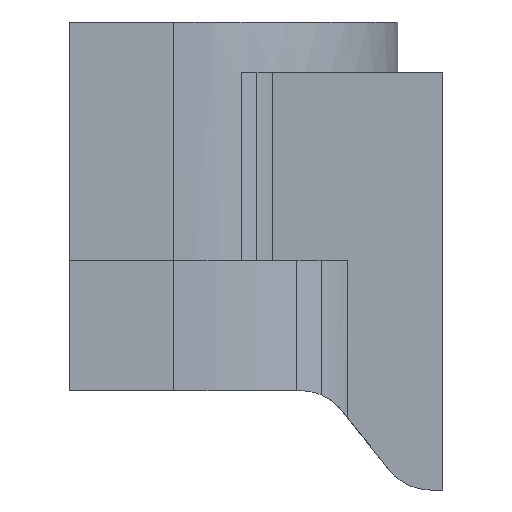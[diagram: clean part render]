
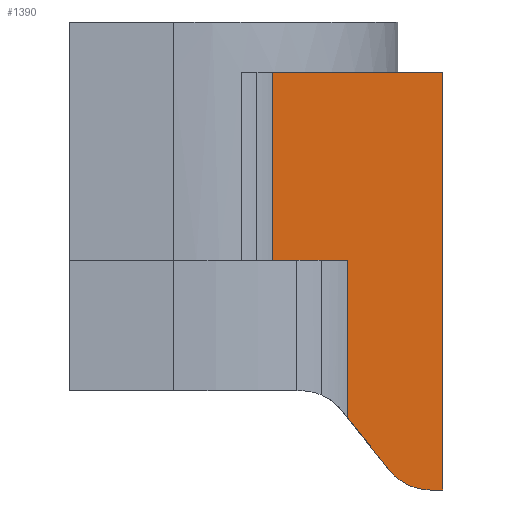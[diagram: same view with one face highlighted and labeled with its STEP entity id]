
A CAD part, front view. The second image highlights one B-rep face of the part: STEP entity #1390.
In plain terms, the highlighted planar face has unit normal (0, -1, 0).
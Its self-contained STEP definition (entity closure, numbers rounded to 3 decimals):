
#532 = EDGE_CURVE( '', #730, #894, #1512, .T. );
#596 = VERTEX_POINT( '', #1582 );
#648 = EDGE_CURVE( '', #754, #712, #1643, .T. );
#662 = VERTEX_POINT( '', #1658 );
#712 = VERTEX_POINT( '', #1712 );
#726 = EDGE_CURVE( '', #1126, #754, #1726, .T. );
#730 = VERTEX_POINT( '', #1730 );
#754 = VERTEX_POINT( '', #1756 );
#782 = EDGE_CURVE( '', #596, #1126, #1786, .T. );
#894 = VERTEX_POINT( '', #1905 );
#1022 = VERTEX_POINT( '', #2042 );
#1126 = VERTEX_POINT( '', #2154 );
#1142 = EDGE_CURVE( '', #894, #596, #2170, .T. );
#1306 = EDGE_CURVE( '', #730, #1022, #2351, .T. );
#1370 = EDGE_CURVE( '', #712, #662, #2421, .T. );
#1390 = ADVANCED_FACE( '', ( #2442 ), #2443, .F. );
#1432 = EDGE_CURVE( '', #662, #1022, #2487, .T. );
#1512 = LINE( '', #2599, #2600 );
#1582 = CARTESIAN_POINT( '', ( 112.9, -55.265, 13.7 ) );
#1643 = CIRCLE( '', #2877, 2.5 );
#1658 = CARTESIAN_POINT( '', ( 108.321, -55.265, -2.83 ) );
#1712 = CARTESIAN_POINT( '', ( 110.346, -55.265, -5.362 ) );
#1726 = LINE( '', #3554, #3555 );
#1730 = CARTESIAN_POINT( '', ( 104.762, -55.265, 4.7 ) );
#1756 = CARTESIAN_POINT( '', ( 112.298, -55.265, -6.3 ) );
#1786 = LINE( '', #4016, #4017 );
#1905 = CARTESIAN_POINT( '', ( 104.762, -55.265, 13.7 ) );
#2042 = CARTESIAN_POINT( '', ( 108.321, -55.265, 4.7 ) );
#2154 = CARTESIAN_POINT( '', ( 112.9, -55.265, -6.3 ) );
#2170 = LINE( '', #5045, #5046 );
#2351 = LINE( '', #5369, #5370 );
#2421 = LINE( '', #5577, #5578 );
#2442 = FACE_OUTER_BOUND( '', #5603, .T. );
#2443 = PLANE( '', #5604 );
#2487 = LINE( '', #5660, #5661 );
#2599 = CARTESIAN_POINT( '', ( 104.762, -55.265, 13.7 ) );
#2600 = VECTOR( '', #5775, 1. );
#2877 = AXIS2_PLACEMENT_3D( '', #5917, #5918, #5919 );
#3554 = CARTESIAN_POINT( '', ( 118.694, -55.265, -6.3 ) );
#3555 = VECTOR( '', #5993, 1. );
#4016 = CARTESIAN_POINT( '', ( 112.9, -55.265, 14.85 ) );
#4017 = VECTOR( '', #6051, 1. );
#5045 = CARTESIAN_POINT( '', ( 112.545, -55.265, 13.7 ) );
#5046 = VECTOR( '', #6425, 1. );
#5369 = CARTESIAN_POINT( '', ( 116.375, -55.265, 4.7 ) );
#5370 = VECTOR( '', #6638, 1. );
#5577 = CARTESIAN_POINT( '', ( 101.619, -55.265, 5.547 ) );
#5578 = VECTOR( '', #6741, 1. );
#5603 = EDGE_LOOP( '', ( #6763, #6764, #6765, #6766, #6767, #6768, #6769, #6770 ) );
#5604 = AXIS2_PLACEMENT_3D( '', #6771, #6772, #6773 );
#5660 = CARTESIAN_POINT( '', ( 108.321, -55.265, 37.5 ) );
#5661 = VECTOR( '', #6801, 1. );
#5775 = DIRECTION( '', ( 0., 0., 1. ) );
#5917 = CARTESIAN_POINT( '', ( 112.298, -55.265, -3.8 ) );
#5918 = DIRECTION( '', ( 0., 1., 0. ) );
#5919 = DIRECTION( '', ( 0.625, 0., -0.781 ) );
#5993 = DIRECTION( '', ( -1., 0., 0. ) );
#6051 = DIRECTION( '', ( 0., 0., -1. ) );
#6425 = DIRECTION( '', ( 1., 0., 0. ) );
#6638 = DIRECTION( '', ( 1., 0., 0. ) );
#6741 = DIRECTION( '', ( -0.625, 0., 0.781 ) );
#6763 = ORIENTED_EDGE( '', *, *, #532, .F. );
#6764 = ORIENTED_EDGE( '', *, *, #1306, .T. );
#6765 = ORIENTED_EDGE( '', *, *, #1432, .F. );
#6766 = ORIENTED_EDGE( '', *, *, #1370, .F. );
#6767 = ORIENTED_EDGE( '', *, *, #648, .F. );
#6768 = ORIENTED_EDGE( '', *, *, #726, .F. );
#6769 = ORIENTED_EDGE( '', *, *, #782, .F. );
#6770 = ORIENTED_EDGE( '', *, *, #1142, .F. );
#6771 = CARTESIAN_POINT( '', ( 106.906, -55.265, 13.7 ) );
#6772 = DIRECTION( '', ( 0., 1., 0. ) );
#6773 = DIRECTION( '', ( 1., 0., 0. ) );
#6801 = DIRECTION( '', ( 0., 0., 1. ) );
